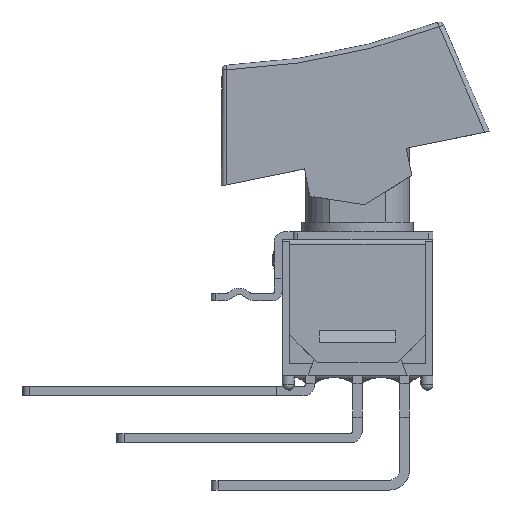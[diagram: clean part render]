
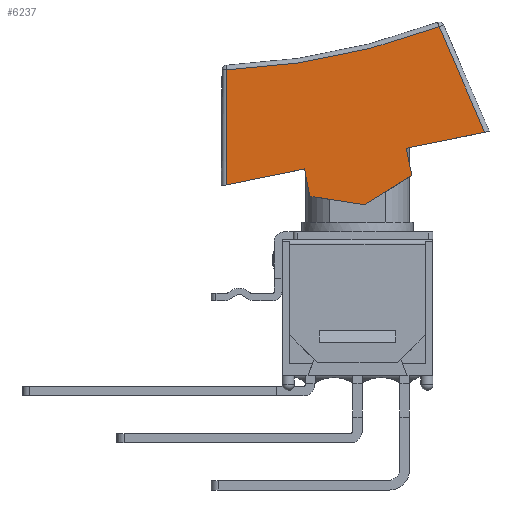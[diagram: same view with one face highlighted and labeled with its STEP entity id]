
A CAD part, front view. The second image highlights one B-rep face of the part: STEP entity #6237.
In plain terms, the highlighted planar face has unit normal (0, -1, 0).
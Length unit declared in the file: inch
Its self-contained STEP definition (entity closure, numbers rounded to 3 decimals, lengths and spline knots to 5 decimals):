
#5809=CARTESIAN_POINT('',(-0.27739,-0.11496,0.45815));
#5810=VERTEX_POINT('',#5809);
#5844=CARTESIAN_POINT('',(0.17317,-0.11496,0.54982));
#5845=VERTEX_POINT('',#5844);
#6090=CARTESIAN_POINT('',(-0.33826,-0.11496,1.91047));
#6091=DIRECTION('',(0.0,-1.0,0.0));
#6092=DIRECTION('',(0.199,0.0,-0.98));
#6093=AXIS2_PLACEMENT_3D('',#6090,#6091,#6092);
#6094=CIRCLE('',#6093,1.45359);
#6095=EDGE_CURVE('',#5810,#5845,#6094,.T.);
#6105=CARTESIAN_POINT('',(0.26978,-0.11496,0.32581));
#6106=VERTEX_POINT('',#6105);
#6123=CARTESIAN_POINT('',(0.17317,-0.11496,0.54982));
#6124=DIRECTION('',(0.396,0.0,-0.918));
#6125=VECTOR('',#6124,0.24395);
#6126=LINE('',#6123,#6125);
#6127=EDGE_CURVE('',#5845,#6106,#6126,.T.);
#6139=CARTESIAN_POINT('',(-0.27879,-0.11496,0.2142));
#6140=VERTEX_POINT('',#6139);
#6148=CARTESIAN_POINT('',(-0.27879,-0.11496,0.2142));
#6149=DIRECTION('',(0.006,0.0,1.));
#6150=VECTOR('',#6149,0.24395);
#6151=LINE('',#6148,#6150);
#6152=EDGE_CURVE('',#6140,#5810,#6151,.T.);
#6181=CARTESIAN_POINT('',(0.0032,-0.11496,0.23211));
#6182=DIRECTION('',(0.0,-1.0,0.0));
#6183=DIRECTION('',(-0.199,0.0,0.98));
#6184=AXIS2_PLACEMENT_3D('',#6181,#6182,#6183);
#6185=PLANE('',#6184);
#6186=ORIENTED_EDGE('',*,*,#6127,.F.);
#6187=ORIENTED_EDGE('',*,*,#6095,.F.);
#6188=ORIENTED_EDGE('',*,*,#6152,.F.);
#6189=CARTESIAN_POINT('',(-0.11253,-0.11496,0.24803));
#6190=VERTEX_POINT('',#6189);
#6191=CARTESIAN_POINT('',(-0.11253,-0.11496,0.24803));
#6192=DIRECTION('',(-0.98,0.0,-0.199));
#6193=VECTOR('',#6192,0.16967);
#6194=LINE('',#6191,#6193);
#6195=EDGE_CURVE('',#6190,#6140,#6194,.T.);
#6196=ORIENTED_EDGE('',*,*,#6195,.F.);
#6197=CARTESIAN_POINT('',(-0.10076,-0.11496,0.19016));
#6198=VERTEX_POINT('',#6197);
#6199=CARTESIAN_POINT('',(-0.10076,-0.11496,0.19016));
#6200=DIRECTION('',(-0.199,0.0,0.98));
#6201=VECTOR('',#6200,0.05906);
#6202=LINE('',#6199,#6201);
#6203=EDGE_CURVE('',#6198,#6190,#6202,.T.);
#6204=ORIENTED_EDGE('',*,*,#6203,.F.);
#6205=CARTESIAN_POINT('',(0.01543,-0.11496,0.17202));
#6206=VERTEX_POINT('',#6205);
#6207=CARTESIAN_POINT('',(0.01543,-0.11496,0.17202));
#6208=DIRECTION('',(-0.988,0.0,0.154));
#6209=VECTOR('',#6208,0.11759);
#6210=LINE('',#6207,#6209);
#6211=EDGE_CURVE('',#6206,#6198,#6210,.T.);
#6212=ORIENTED_EDGE('',*,*,#6211,.F.);
#6213=CARTESIAN_POINT('',(0.11529,-0.11496,0.23412));
#6214=VERTEX_POINT('',#6213);
#6215=CARTESIAN_POINT('',(0.11529,-0.11496,0.23412));
#6216=DIRECTION('',(-0.849,0.0,-0.528));
#6217=VECTOR('',#6216,0.11759);
#6218=LINE('',#6215,#6217);
#6219=EDGE_CURVE('',#6214,#6206,#6218,.T.);
#6220=ORIENTED_EDGE('',*,*,#6219,.F.);
#6221=CARTESIAN_POINT('',(0.10351,-0.11496,0.29199));
#6222=VERTEX_POINT('',#6221);
#6223=CARTESIAN_POINT('',(0.10351,-0.11496,0.29199));
#6224=DIRECTION('',(0.199,0.0,-0.98));
#6225=VECTOR('',#6224,0.05906);
#6226=LINE('',#6223,#6225);
#6227=EDGE_CURVE('',#6222,#6214,#6226,.T.);
#6228=ORIENTED_EDGE('',*,*,#6227,.F.);
#6229=CARTESIAN_POINT('',(0.26978,-0.11496,0.32581));
#6230=DIRECTION('',(-0.98,0.0,-0.199));
#6231=VECTOR('',#6230,0.16967);
#6232=LINE('',#6229,#6231);
#6233=EDGE_CURVE('',#6106,#6222,#6232,.T.);
#6234=ORIENTED_EDGE('',*,*,#6233,.F.);
#6235=EDGE_LOOP('',(#6186,#6187,#6188,#6196,#6204,#6212,#6220,#6228,#6234));
#6236=FACE_OUTER_BOUND('',#6235,.T.);
#6237=ADVANCED_FACE('',(#6236),#6185,.T.);
